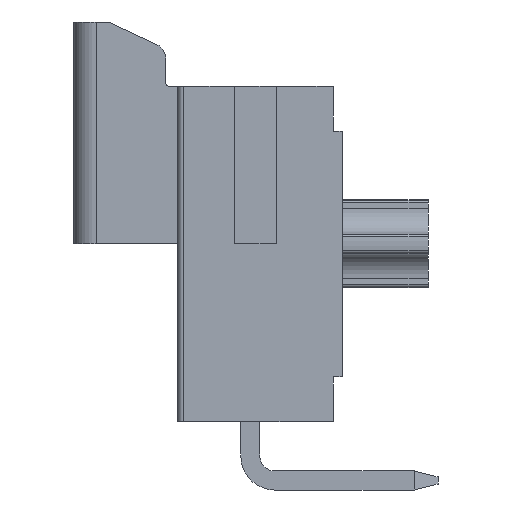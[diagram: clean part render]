
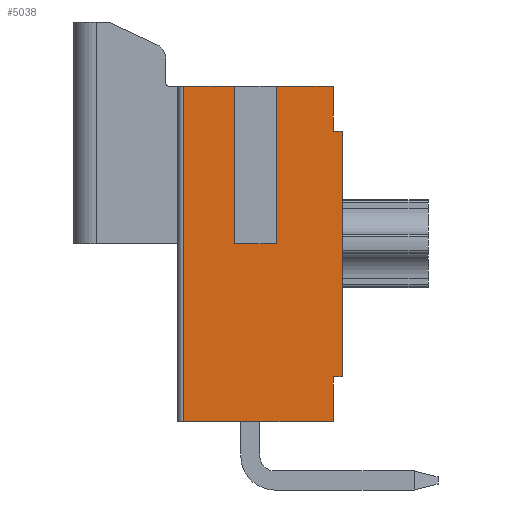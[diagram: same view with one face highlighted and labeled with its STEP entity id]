
A CAD part, left-side view. The second image highlights one B-rep face of the part: STEP entity #5038.
In plain terms, the highlighted planar face has unit normal (-1, 0, 0).
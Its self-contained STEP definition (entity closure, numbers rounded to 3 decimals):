
#1=DIRECTION('',(0.,0.,1.));
#2=VECTOR('',#1,1.5);
#3=CARTESIAN_POINT('',(-7.5,-2.6,-3.1));
#4=LINE('',#3,#2);
#17=DIRECTION('',(0.,0.,1.));
#18=VECTOR('',#17,1.5);
#19=CARTESIAN_POINT('',(-7.5,-2.6,6.6));
#20=LINE('',#19,#18);
#273=DIRECTION('',(0.,0.,1.));
#274=VECTOR('',#273,11.2);
#275=CARTESIAN_POINT('',(-7.5,2.4,-3.1));
#276=LINE('',#275,#274);
#277=DIRECTION('',(0.,0.,-1.));
#278=VECTOR('',#277,5.25);
#279=CARTESIAN_POINT('',(-7.5,0.7,8.1));
#280=LINE('',#279,#278);
#281=DIRECTION('',(0.,1.,0.));
#282=VECTOR('',#281,1.4);
#283=CARTESIAN_POINT('',(-7.5,-0.7,2.85));
#284=LINE('',#283,#282);
#285=DIRECTION('',(0.,0.,-1.));
#286=VECTOR('',#285,5.25);
#287=CARTESIAN_POINT('',(-7.5,-0.7,8.1));
#288=LINE('',#287,#286);
#289=DIRECTION('',(0.,-1.,0.));
#290=VECTOR('',#289,0.3);
#291=CARTESIAN_POINT('',(-7.5,-2.6,6.6));
#292=LINE('',#291,#290);
#293=DIRECTION('',(0.,1.,0.));
#294=VECTOR('',#293,5.);
#295=CARTESIAN_POINT('',(-7.5,-2.6,-3.1));
#296=LINE('',#295,#294);
#419=DIRECTION('',(0.,1.,0.));
#420=VECTOR('',#419,1.9);
#421=CARTESIAN_POINT('',(-7.5,-2.6,8.1));
#422=LINE('',#421,#420);
#435=DIRECTION('',(0.,1.,0.));
#436=VECTOR('',#435,1.7);
#437=CARTESIAN_POINT('',(-7.5,0.7,8.1));
#438=LINE('',#437,#436);
#1829=DIRECTION('',(0.,0.,-1.));
#1830=VECTOR('',#1829,8.2);
#1831=CARTESIAN_POINT('',(-7.5,-2.9,6.6));
#1832=LINE('',#1831,#1830);
#1869=DIRECTION('',(0.,-1.,0.));
#1870=VECTOR('',#1869,0.3);
#1871=CARTESIAN_POINT('',(-7.5,-2.6,-1.6));
#1872=LINE('',#1871,#1870);
#3733=CARTESIAN_POINT('',(-7.5,-2.6,8.1));
#3735=VERTEX_POINT('',#3733);
#3738=CARTESIAN_POINT('',(-7.5,-2.6,-3.1));
#3740=VERTEX_POINT('',#3738);
#3769=CARTESIAN_POINT('',(-7.5,-2.6,-1.6));
#3770=VERTEX_POINT('',#3769);
#3829=CARTESIAN_POINT('',(-7.5,-0.7,2.85));
#3830=CARTESIAN_POINT('',(-7.5,0.7,2.85));
#3831=VERTEX_POINT('',#3829);
#3832=VERTEX_POINT('',#3830);
#3833=CARTESIAN_POINT('',(-7.5,0.7,8.1));
#3834=VERTEX_POINT('',#3833);
#4017=CARTESIAN_POINT('',(-7.5,-0.7,8.1));
#4018=VERTEX_POINT('',#4017);
#4074=CARTESIAN_POINT('',(-7.5,2.4,8.1));
#4076=VERTEX_POINT('',#4074);
#4077=CARTESIAN_POINT('',(-7.5,2.4,-3.1));
#4078=VERTEX_POINT('',#4077);
#4105=CARTESIAN_POINT('',(-7.5,-2.9,6.6));
#4106=CARTESIAN_POINT('',(-7.5,-2.9,-1.6));
#4107=VERTEX_POINT('',#4105);
#4108=VERTEX_POINT('',#4106);
#4125=CARTESIAN_POINT('',(-7.5,-2.6,6.6));
#4126=VERTEX_POINT('',#4125);
#5009=CARTESIAN_POINT('',(-7.5,-2.6,-3.1));
#5010=DIRECTION('',(-1.,0.,0.));
#5011=DIRECTION('',(0.,0.,1.));
#5012=AXIS2_PLACEMENT_3D('',#5009,#5010,#5011);
#5013=PLANE('',#5012);
#5015=ORIENTED_EDGE('',*,*,#5014,.T.);
#5017=ORIENTED_EDGE('',*,*,#5016,.F.);
#5019=ORIENTED_EDGE('',*,*,#5018,.T.);
#5021=ORIENTED_EDGE('',*,*,#5020,.F.);
#5023=ORIENTED_EDGE('',*,*,#5022,.F.);
#5025=ORIENTED_EDGE('',*,*,#5024,.F.);
#5026=ORIENTED_EDGE('',*,*,#4890,.F.);
#5028=ORIENTED_EDGE('',*,*,#5027,.T.);
#5030=ORIENTED_EDGE('',*,*,#5029,.T.);
#5032=ORIENTED_EDGE('',*,*,#5031,.F.);
#5033=ORIENTED_EDGE('',*,*,#4882,.F.);
#5035=ORIENTED_EDGE('',*,*,#5034,.T.);
#5036=EDGE_LOOP('',(#5015,#5017,#5019,#5021,#5023,#5025,#5026,#5028,#5030,#5032,
#5033,#5035));
#5037=FACE_OUTER_BOUND('',#5036,.F.);
#5038=ADVANCED_FACE('',(#5037),#5013,.T.);
#4882=EDGE_CURVE('',#3740,#3770,#4,.T.);
#4890=EDGE_CURVE('',#4126,#3735,#20,.T.);
#5014=EDGE_CURVE('',#4078,#4076,#276,.T.);
#5016=EDGE_CURVE('',#3834,#4076,#438,.T.);
#5018=EDGE_CURVE('',#3834,#3832,#280,.T.);
#5020=EDGE_CURVE('',#3831,#3832,#284,.T.);
#5022=EDGE_CURVE('',#4018,#3831,#288,.T.);
#5024=EDGE_CURVE('',#3735,#4018,#422,.T.);
#5027=EDGE_CURVE('',#4126,#4107,#292,.T.);
#5029=EDGE_CURVE('',#4107,#4108,#1832,.T.);
#5031=EDGE_CURVE('',#3770,#4108,#1872,.T.);
#5034=EDGE_CURVE('',#3740,#4078,#296,.T.);
